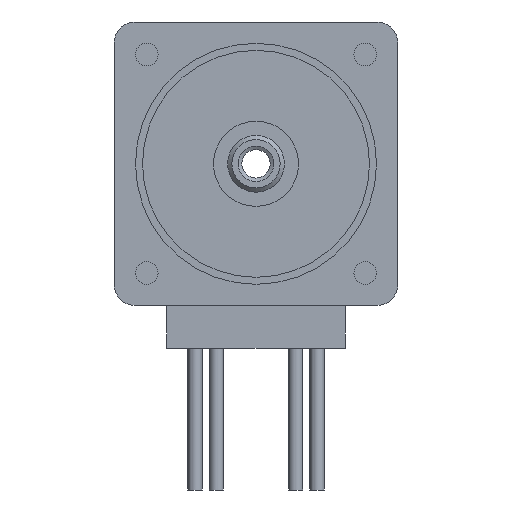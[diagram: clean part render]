
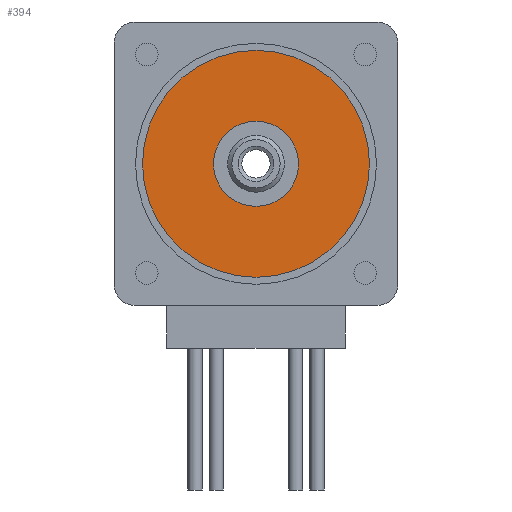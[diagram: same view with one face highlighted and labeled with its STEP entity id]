
A CAD part, front view. The second image highlights one B-rep face of the part: STEP entity #394.
In plain terms, the highlighted planar face has unit normal (0, -1, 0).
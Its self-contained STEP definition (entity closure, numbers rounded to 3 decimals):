
#394 = ADVANCED_FACE( '', ( #841, #842 ), #843, .F. );
#841 = FACE_BOUND( '', #1394, .T. );
#842 = FACE_OUTER_BOUND( '', #1395, .T. );
#843 = PLANE( '', #1396 );
#1394 = EDGE_LOOP( '', ( #2145 ) );
#1395 = EDGE_LOOP( '', ( #2146 ) );
#1396 = AXIS2_PLACEMENT_3D( '', #2147, #2148, #2149 );
#2145 = ORIENTED_EDGE( '', *, *, #3070, .T. );
#2146 = ORIENTED_EDGE( '', *, *, #3012, .F. );
#2147 = CARTESIAN_POINT( '', ( 0., -6.6, 0. ) );
#2148 = DIRECTION( '', ( 0., 1., 0. ) );
#2149 = DIRECTION( '', ( 0., 0., 1. ) );
#3012 = EDGE_CURVE( '', #3510, #3510, #3511, .T. );
#3070 = EDGE_CURVE( '', #3611, #3611, #3612, .T. );
#3510 = VERTEX_POINT( '', #4263 );
#3511 = CIRCLE( '', #4264, 8. );
#3611 = VERTEX_POINT( '', #4395 );
#3612 = CIRCLE( '', #4396, 3. );
#4263 = CARTESIAN_POINT( '', ( 8., -6.6, 0. ) );
#4264 = AXIS2_PLACEMENT_3D( '', #5110, #5111, #5112 );
#4395 = CARTESIAN_POINT( '', ( 3., -6.6, 0. ) );
#4396 = AXIS2_PLACEMENT_3D( '', #5189, #5190, #5191 );
#5110 = CARTESIAN_POINT( '', ( 0., -6.6, 0. ) );
#5111 = DIRECTION( '', ( 0., 1., 0. ) );
#5112 = DIRECTION( '', ( 1., 0., 0. ) );
#5189 = CARTESIAN_POINT( '', ( 0., -6.6, 0. ) );
#5190 = DIRECTION( '', ( 0., 1., 0. ) );
#5191 = DIRECTION( '', ( 1., 0., 0. ) );
